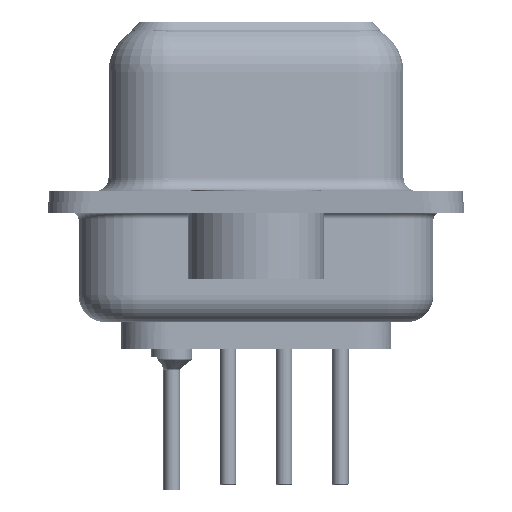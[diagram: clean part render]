
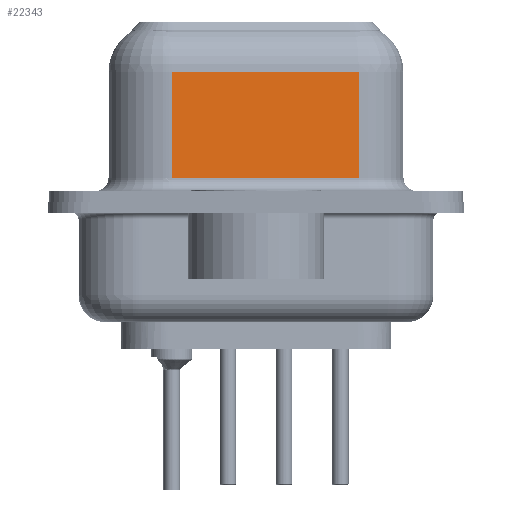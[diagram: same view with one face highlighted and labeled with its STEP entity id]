
A CAD part, left-side view. The second image highlights one B-rep face of the part: STEP entity #22343.
In plain terms, the highlighted planar face has unit normal (-0.985, -0.174, 0).
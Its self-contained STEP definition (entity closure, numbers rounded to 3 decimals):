
#1358 = ORIENTED_EDGE ( 'NONE', *, *, #21409, .T. ) ;
#4990 = VECTOR ( 'NONE', #33921, 1000. ) ;
#7067 = DIRECTION ( 'NONE',  ( 0., 0., -1. ) ) ;
#8004 = DIRECTION ( 'NONE',  ( -0.174, 0.985, 0. ) ) ;
#11509 = VECTOR ( 'NONE', #7067, 1000. ) ;
#12934 = DIRECTION ( 'NONE',  ( -0.174, 0.985, 0. ) ) ;
#14046 = CARTESIAN_POINT ( 'NONE',  ( 4.48, 3.103, 4.8 ) ) ;
#15429 = EDGE_CURVE ( 'NONE', #49666, #58103, #23911, .T. ) ;
#17303 = CARTESIAN_POINT ( 'NONE',  ( 5.697, -3.797, 6.55 ) ) ;
#19944 = AXIS2_PLACEMENT_3D ( 'NONE', #17303, #53157, #12934 ) ;
#21282 = LINE ( 'NONE', #56872, #4990 ) ;
#21409 = EDGE_CURVE ( 'NONE', #41468, #58103, #21282, .T. ) ;
#22161 = ORIENTED_EDGE ( 'NONE', *, *, #15429, .F. ) ;
#22343 = ADVANCED_FACE ( 'NONE', ( #57591 ), #25536, .F. ) ;
#22603 = CARTESIAN_POINT ( 'NONE',  ( 4.48, 3.103, 0.9 ) ) ;
#23911 = LINE ( 'NONE', #37436, #48998 ) ;
#25536 = PLANE ( 'NONE',  #19944 ) ;
#30032 = LINE ( 'NONE', #42979, #35369 ) ;
#33777 = CARTESIAN_POINT ( 'NONE',  ( 4.48, 3.103, 6.55 ) ) ;
#33921 = DIRECTION ( 'NONE',  ( 0.174, -0.985, 0. ) ) ;
#35369 = VECTOR ( 'NONE', #8004, 1000. ) ;
#36060 = EDGE_CURVE ( 'NONE', #40299, #41468, #47312, .T. ) ;
#36929 = EDGE_LOOP ( 'NONE', ( #22161, #37343, #42587, #1358 ) ) ;
#37343 = ORIENTED_EDGE ( 'NONE', *, *, #44192, .T. ) ;
#37436 = CARTESIAN_POINT ( 'NONE',  ( 5.697, -3.797, 6.55 ) ) ;
#40299 = VERTEX_POINT ( 'NONE', #14046 ) ;
#41468 = VERTEX_POINT ( 'NONE', #22603 ) ;
#42587 = ORIENTED_EDGE ( 'NONE', *, *, #36060, .T. ) ;
#42979 = CARTESIAN_POINT ( 'NONE',  ( 5.697, -3.797, 4.8 ) ) ;
#43370 = CARTESIAN_POINT ( 'NONE',  ( 5.697, -3.797, 0.9 ) ) ;
#44192 = EDGE_CURVE ( 'NONE', #49666, #40299, #30032, .T. ) ;
#46549 = DIRECTION ( 'NONE',  ( 0., 0., -1. ) ) ;
#47312 = LINE ( 'NONE', #33777, #11509 ) ;
#48998 = VECTOR ( 'NONE', #46549, 1000. ) ;
#49666 = VERTEX_POINT ( 'NONE', #54210 ) ;
#53157 = DIRECTION ( 'NONE',  ( 0.985, 0.174, 0. ) ) ;
#54210 = CARTESIAN_POINT ( 'NONE',  ( 5.697, -3.797, 4.8 ) ) ;
#56872 = CARTESIAN_POINT ( 'NONE',  ( 5.697, -3.797, 0.9 ) ) ;
#57591 = FACE_OUTER_BOUND ( 'NONE', #36929, .T. ) ;
#58103 = VERTEX_POINT ( 'NONE', #43370 ) ;
